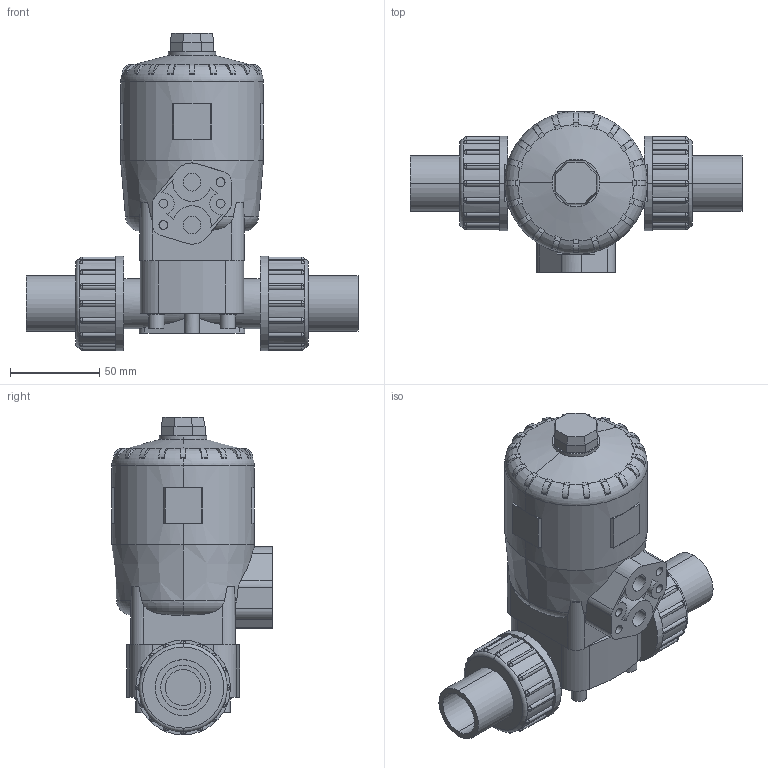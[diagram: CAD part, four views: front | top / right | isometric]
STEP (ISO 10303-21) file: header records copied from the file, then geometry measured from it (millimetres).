
FILE_DESCRIPTION(('STEP AP214'),'1');
FILE_NAME('cctmp_CBFEAA82-C20E-4ACB-AF0B-00A11AC7C79E_2021_10_26_12_45_40_0622..stp','2021-10-26T10:45:40',('Praher Valves GmbH'),('CADClick - www.CADClick.com'),'Spatial InterOp 3D',' ','unknown authorization');
FILE_SCHEMA(('AUTOMOTIVE_DESIGN'));
Length unit declared in the file: millimetre
Products named in the file (1): 126184
Bounding box: 186 x 90 x 178 mm (x, y, z)
Volume: 757297 mm3; surface area: 90207.1 mm2
Topology: 1 solids, 3 shells, 466 faces, 1204 edges, 778 vertices
Faces by surface type: plane 199, cylinder 186, sphere 64, torus 13, cone 4
Entity records: 20542 total; most frequent: CARTESIAN_POINT 5391, DIRECTION 2445, ORIENTED_EDGE 2408, EDGE_CURVE 1204, AXIS2_PLACEMENT_3D 983, VERTEX_POINT 778, CIRCLE 505, EDGE_LOOP 500
